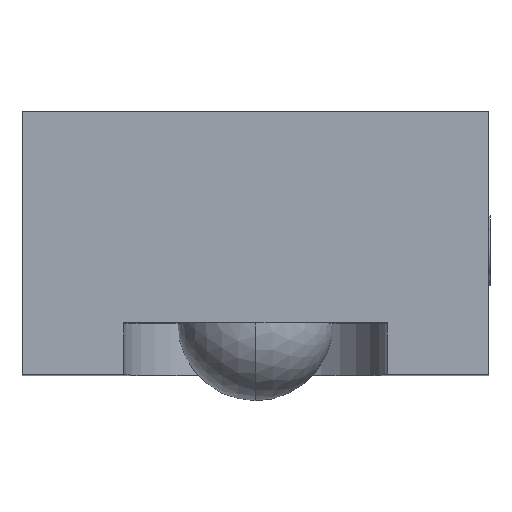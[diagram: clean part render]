
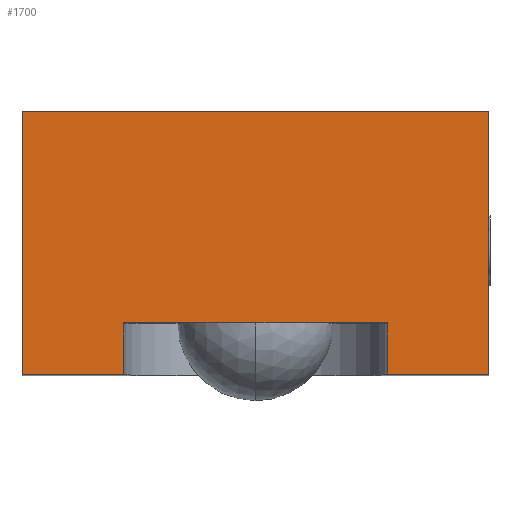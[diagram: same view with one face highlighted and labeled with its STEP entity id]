
A CAD part, top view. The second image highlights one B-rep face of the part: STEP entity #1700.
In plain terms, the highlighted planar face has unit normal (0, 0, 1).
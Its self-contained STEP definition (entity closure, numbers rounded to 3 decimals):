
#550 = LINE ( 'NONE', #8748, #3433 ) ;
#587 = ORIENTED_EDGE ( 'NONE', *, *, #5447, .T. ) ;
#630 = EDGE_CURVE ( 'NONE', #4146, #11861, #6447, .T. ) ;
#638 = EDGE_CURVE ( 'NONE', #11562, #1744, #7612, .T. ) ;
#777 = DIRECTION ( 'NONE',  ( -1., 0., 0. ) ) ;
#1506 = DIRECTION ( 'NONE',  ( -1., 0., 0. ) ) ;
#1581 = CARTESIAN_POINT ( 'NONE',  ( -2.25, 1.01, 5.08 ) ) ;
#1700 = ADVANCED_FACE ( 'NONE', ( #2582 ), #5065, .F. ) ;
#1744 = VERTEX_POINT ( 'NONE', #1581 ) ;
#2582 = FACE_OUTER_BOUND ( 'NONE', #10183, .T. ) ;
#2964 = VECTOR ( 'NONE', #9770, 1000. ) ;
#3041 = ORIENTED_EDGE ( 'NONE', *, *, #15000, .T. ) ;
#3433 = VECTOR ( 'NONE', #14751, 1000. ) ;
#3453 = CARTESIAN_POINT ( 'NONE',  ( -2.25, -1.53, 5.08 ) ) ;
#3818 = ORIENTED_EDGE ( 'NONE', *, *, #4416, .F. ) ;
#3901 = DIRECTION ( 'NONE',  ( 0., 1., 0. ) ) ;
#4101 = LINE ( 'NONE', #4185, #9736 ) ;
#4146 = VERTEX_POINT ( 'NONE', #10884 ) ;
#4155 = DIRECTION ( 'NONE',  ( 1., 0., 0. ) ) ;
#4185 = CARTESIAN_POINT ( 'NONE',  ( 1.27, 0., 5.08 ) ) ;
#4416 = EDGE_CURVE ( 'NONE', #15315, #10939, #10326, .T. ) ;
#4647 = AXIS2_PLACEMENT_3D ( 'NONE', #11192, #12126, #1506 ) ;
#4802 = VECTOR ( 'NONE', #13348, 1000. ) ;
#4996 = VERTEX_POINT ( 'NONE', #3453 ) ;
#5036 = CARTESIAN_POINT ( 'NONE',  ( -1.27, 0., 5.08 ) ) ;
#5065 = PLANE ( 'NONE',  #4647 ) ;
#5296 = CARTESIAN_POINT ( 'NONE',  ( -2.25, 1.01, 5.08 ) ) ;
#5335 = ORIENTED_EDGE ( 'NONE', *, *, #630, .T. ) ;
#5447 = EDGE_CURVE ( 'NONE', #8615, #10939, #13044, .T. ) ;
#5472 = ORIENTED_EDGE ( 'NONE', *, *, #13271, .T. ) ;
#6447 = LINE ( 'NONE', #12524, #6891 ) ;
#6605 = CARTESIAN_POINT ( 'NONE',  ( -1.27, -1.03, 5.08 ) ) ;
#6891 = VECTOR ( 'NONE', #4155, 1000. ) ;
#6952 = ORIENTED_EDGE ( 'NONE', *, *, #8452, .T. ) ;
#7122 = CARTESIAN_POINT ( 'NONE',  ( -1.27, -1.53, 5.08 ) ) ;
#7134 = ORIENTED_EDGE ( 'NONE', *, *, #638, .T. ) ;
#7612 = LINE ( 'NONE', #5296, #8601 ) ;
#7976 = VECTOR ( 'NONE', #3901, 1000. ) ;
#8059 = CARTESIAN_POINT ( 'NONE',  ( 2.25, 1.01, 5.08 ) ) ;
#8452 = EDGE_CURVE ( 'NONE', #1744, #4996, #550, .T. ) ;
#8601 = VECTOR ( 'NONE', #8849, 1000. ) ;
#8615 = VERTEX_POINT ( 'NONE', #7122 ) ;
#8748 = CARTESIAN_POINT ( 'NONE',  ( -2.25, -1.53, 5.08 ) ) ;
#8759 = EDGE_CURVE ( 'NONE', #4996, #8615, #11010, .T. ) ;
#8849 = DIRECTION ( 'NONE',  ( -1., 0., 0. ) ) ;
#9057 = CARTESIAN_POINT ( 'NONE',  ( 2.25, -1.53, 5.08 ) ) ;
#9199 = VECTOR ( 'NONE', #777, 1000. ) ;
#9672 = ORIENTED_EDGE ( 'NONE', *, *, #8759, .T. ) ;
#9736 = VECTOR ( 'NONE', #14647, 1000. ) ;
#9770 = DIRECTION ( 'NONE',  ( 1., 0., 0. ) ) ;
#10183 = EDGE_LOOP ( 'NONE', ( #9672, #587, #3818, #5472, #5335, #3041, #7134, #6952 ) ) ;
#10326 = LINE ( 'NONE', #10545, #9199 ) ;
#10545 = CARTESIAN_POINT ( 'NONE',  ( 0., -1.03, 5.08 ) ) ;
#10654 = CARTESIAN_POINT ( 'NONE',  ( 1.27, -1.03, 5.08 ) ) ;
#10884 = CARTESIAN_POINT ( 'NONE',  ( 1.27, -1.53, 5.08 ) ) ;
#10937 = LINE ( 'NONE', #14593, #7976 ) ;
#10939 = VERTEX_POINT ( 'NONE', #6605 ) ;
#11010 = LINE ( 'NONE', #11447, #2964 ) ;
#11192 = CARTESIAN_POINT ( 'NONE',  ( 0., 0., 5.08 ) ) ;
#11447 = CARTESIAN_POINT ( 'NONE',  ( -2.25, -1.53, 5.08 ) ) ;
#11562 = VERTEX_POINT ( 'NONE', #8059 ) ;
#11861 = VERTEX_POINT ( 'NONE', #9057 ) ;
#12126 = DIRECTION ( 'NONE',  ( 0., 0., -1. ) ) ;
#12524 = CARTESIAN_POINT ( 'NONE',  ( -2.25, -1.53, 5.08 ) ) ;
#13044 = LINE ( 'NONE', #5036, #4802 ) ;
#13271 = EDGE_CURVE ( 'NONE', #15315, #4146, #4101, .T. ) ;
#13348 = DIRECTION ( 'NONE',  ( 0., 1., 0. ) ) ;
#14593 = CARTESIAN_POINT ( 'NONE',  ( 2.25, -1.53, 5.08 ) ) ;
#14647 = DIRECTION ( 'NONE',  ( 0., -1., 0. ) ) ;
#14751 = DIRECTION ( 'NONE',  ( 0., -1., 0. ) ) ;
#15000 = EDGE_CURVE ( 'NONE', #11861, #11562, #10937, .T. ) ;
#15315 = VERTEX_POINT ( 'NONE', #10654 ) ;
